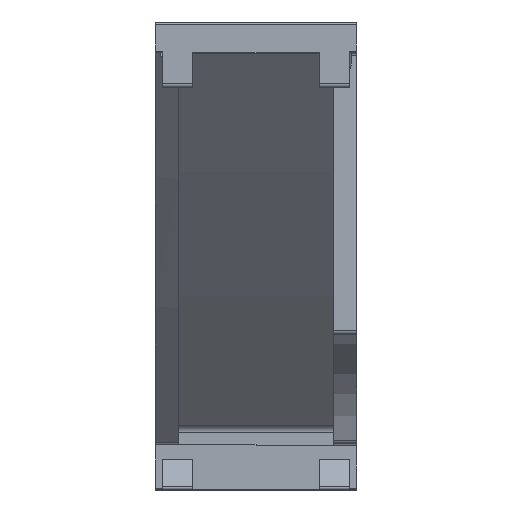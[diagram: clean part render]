
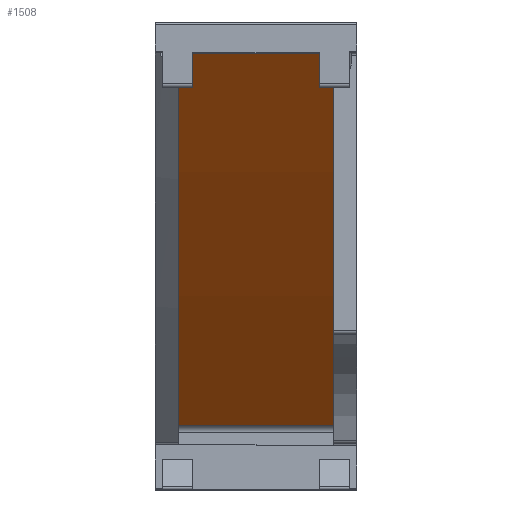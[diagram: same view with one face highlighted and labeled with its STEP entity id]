
A CAD part, front view. The second image highlights one B-rep face of the part: STEP entity #1508.
In plain terms, the highlighted cylindrical face has radius 1898 mm (diameter 3796 mm), a partial arc.
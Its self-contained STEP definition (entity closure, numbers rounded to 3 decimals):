
#94=CIRCLE('',#1662,1898.);
#95=CIRCLE('',#1663,1898.);
#128=CYLINDRICAL_SURFACE('',#1661,1898.);
#413=ORIENTED_EDGE('',*,*,#793,.F.);
#414=ORIENTED_EDGE('',*,*,#792,.F.);
#415=ORIENTED_EDGE('',*,*,#794,.T.);
#416=ORIENTED_EDGE('',*,*,#783,.T.);
#783=EDGE_CURVE('',#968,#967,#1098,.T.);
#792=EDGE_CURVE('',#974,#973,#1104,.T.);
#793=EDGE_CURVE('',#973,#967,#94,.T.);
#794=EDGE_CURVE('',#974,#968,#95,.T.);
#967=VERTEX_POINT('',#2537);
#968=VERTEX_POINT('',#2539);
#973=VERTEX_POINT('',#2553);
#974=VERTEX_POINT('',#2555);
#1098=LINE('',#2538,#1243);
#1104=LINE('',#2556,#1249);
#1243=VECTOR('',#2021,1000.);
#1249=VECTOR('',#2037,1000.);
#1317=EDGE_LOOP('',(#413,#414,#415,#416));
#1392=FACE_BOUND('',#1317,.T.);
#1508=ADVANCED_FACE('',(#1392),#128,.F.);
#1661=AXIS2_PLACEMENT_3D('',#2557,#2038,#2039);
#1662=AXIS2_PLACEMENT_3D('',#2558,#2040,#2041);
#1663=AXIS2_PLACEMENT_3D('',#2559,#2042,#2043);
#2021=DIRECTION('',(-1.,0.,0.));
#2037=DIRECTION('',(-1.,0.,0.));
#2038=DIRECTION('',(-1.,0.,0.));
#2039=DIRECTION('',(0.,0.,1.));
#2040=DIRECTION('',(1.,0.,0.));
#2041=DIRECTION('',(0.,0.,-1.));
#2042=DIRECTION('',(1.,0.,0.));
#2043=DIRECTION('',(0.,0.,-1.));
#2537=CARTESIAN_POINT('',(-10.1,11.219,56.778));
#2538=CARTESIAN_POINT('',(10.1,11.219,56.778));
#2539=CARTESIAN_POINT('',(10.1,11.219,56.778));
#2553=CARTESIAN_POINT('',(-10.1,116.256,8.329));
#2555=CARTESIAN_POINT('',(10.1,116.256,8.329));
#2556=CARTESIAN_POINT('',(10.1,116.256,8.329));
#2557=CARTESIAN_POINT('',(10.1,-730.86,-1690.14));
#2558=CARTESIAN_POINT('',(-10.1,-730.86,-1690.14));
#2559=CARTESIAN_POINT('',(10.1,-730.86,-1690.14));
